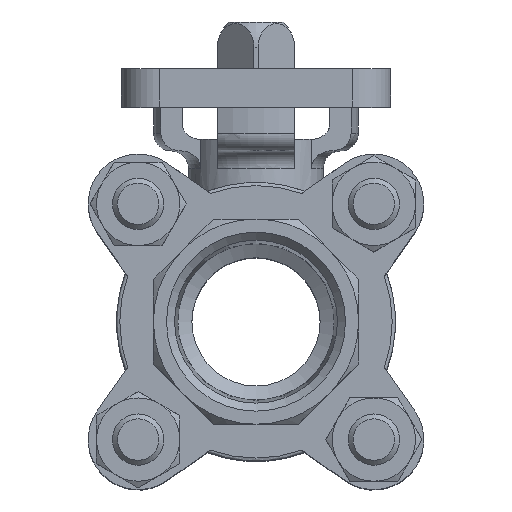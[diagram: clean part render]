
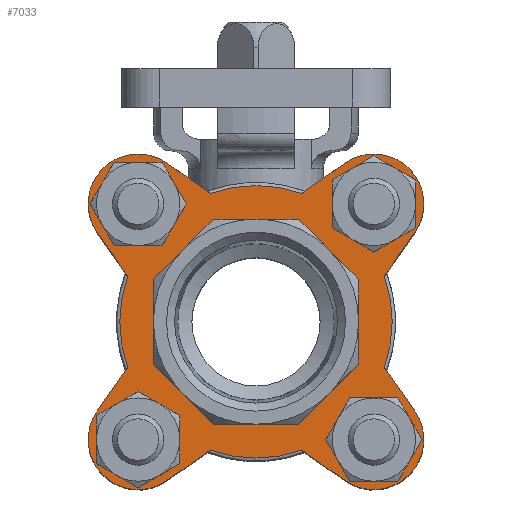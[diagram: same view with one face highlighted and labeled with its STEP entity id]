
A CAD part, top view. The second image highlights one B-rep face of the part: STEP entity #7033.
In plain terms, the highlighted planar face has unit normal (0, 0, 1).
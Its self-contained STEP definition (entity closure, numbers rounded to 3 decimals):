
#103=LINE('',#11000,#484);
#104=LINE('',#11004,#485);
#105=LINE('',#11008,#486);
#106=LINE('',#11012,#487);
#107=LINE('',#11016,#488);
#108=LINE('',#11020,#489);
#109=LINE('',#11024,#490);
#110=LINE('',#11028,#491);
#111=LINE('',#11031,#492);
#112=LINE('',#11034,#493);
#113=LINE('',#11036,#494);
#114=LINE('',#11038,#495);
#115=LINE('',#11040,#496);
#116=LINE('',#11042,#497);
#117=LINE('',#11044,#498);
#118=LINE('',#11046,#499);
#484=VECTOR('',#8574,1000.);
#485=VECTOR('',#8577,1000.);
#486=VECTOR('',#8580,1000.);
#487=VECTOR('',#8583,1000.);
#488=VECTOR('',#8586,1000.);
#489=VECTOR('',#8589,1000.);
#490=VECTOR('',#8592,1000.);
#491=VECTOR('',#8595,1000.);
#492=VECTOR('',#8598,1000.);
#493=VECTOR('',#8599,1000.);
#494=VECTOR('',#8600,1000.);
#495=VECTOR('',#8601,1000.);
#496=VECTOR('',#8602,1000.);
#497=VECTOR('',#8603,1000.);
#498=VECTOR('',#8604,1000.);
#499=VECTOR('',#8605,1000.);
#922=PLANE('',#7574);
#1183=CIRCLE('',#7575,21.25);
#1184=CIRCLE('',#7576,7.8);
#1185=CIRCLE('',#7577,21.25);
#1186=CIRCLE('',#7578,7.8);
#1187=CIRCLE('',#7579,21.25);
#1188=CIRCLE('',#7580,7.8);
#1189=CIRCLE('',#7581,21.25);
#1190=CIRCLE('',#7582,7.8);
#1191=CIRCLE('',#7583,6.25);
#1192=CIRCLE('',#7584,6.25);
#1193=CIRCLE('',#7585,6.25);
#1194=CIRCLE('',#7586,6.25);
#1735=ORIENTED_EDGE('',*,*,#3857,.F.);
#1736=ORIENTED_EDGE('',*,*,#3858,.T.);
#1737=ORIENTED_EDGE('',*,*,#3859,.T.);
#1738=ORIENTED_EDGE('',*,*,#3860,.T.);
#1739=ORIENTED_EDGE('',*,*,#3861,.F.);
#1740=ORIENTED_EDGE('',*,*,#3862,.T.);
#1741=ORIENTED_EDGE('',*,*,#3863,.T.);
#1742=ORIENTED_EDGE('',*,*,#3864,.T.);
#1743=ORIENTED_EDGE('',*,*,#3865,.F.);
#1744=ORIENTED_EDGE('',*,*,#3866,.T.);
#1745=ORIENTED_EDGE('',*,*,#3867,.T.);
#1746=ORIENTED_EDGE('',*,*,#3868,.T.);
#1747=ORIENTED_EDGE('',*,*,#3869,.F.);
#1748=ORIENTED_EDGE('',*,*,#3870,.T.);
#1749=ORIENTED_EDGE('',*,*,#3871,.T.);
#1750=ORIENTED_EDGE('',*,*,#3872,.T.);
#1751=ORIENTED_EDGE('',*,*,#3873,.F.);
#1752=ORIENTED_EDGE('',*,*,#3874,.F.);
#1753=ORIENTED_EDGE('',*,*,#3875,.F.);
#1754=ORIENTED_EDGE('',*,*,#3876,.F.);
#1755=ORIENTED_EDGE('',*,*,#3877,.F.);
#1756=ORIENTED_EDGE('',*,*,#3878,.F.);
#1757=ORIENTED_EDGE('',*,*,#3879,.F.);
#1758=ORIENTED_EDGE('',*,*,#3880,.F.);
#1759=ORIENTED_EDGE('',*,*,#3881,.F.);
#1760=ORIENTED_EDGE('',*,*,#3882,.F.);
#1761=ORIENTED_EDGE('',*,*,#3883,.F.);
#1762=ORIENTED_EDGE('',*,*,#3884,.F.);
#3857=EDGE_CURVE('',#4894,#4895,#1183,.T.);
#3858=EDGE_CURVE('',#4894,#4896,#103,.T.);
#3859=EDGE_CURVE('',#4896,#4897,#1184,.T.);
#3860=EDGE_CURVE('',#4897,#4898,#104,.T.);
#3861=EDGE_CURVE('',#4899,#4898,#1185,.T.);
#3862=EDGE_CURVE('',#4899,#4900,#105,.T.);
#3863=EDGE_CURVE('',#4900,#4901,#1186,.T.);
#3864=EDGE_CURVE('',#4901,#4902,#106,.T.);
#3865=EDGE_CURVE('',#4903,#4902,#1187,.T.);
#3866=EDGE_CURVE('',#4903,#4904,#107,.T.);
#3867=EDGE_CURVE('',#4904,#4905,#1188,.T.);
#3868=EDGE_CURVE('',#4905,#4906,#108,.T.);
#3869=EDGE_CURVE('',#4907,#4906,#1189,.T.);
#3870=EDGE_CURVE('',#4907,#4908,#109,.T.);
#3871=EDGE_CURVE('',#4908,#4909,#1190,.T.);
#3872=EDGE_CURVE('',#4909,#4895,#110,.T.);
#3873=EDGE_CURVE('',#4910,#4910,#1191,.F.);
#3874=EDGE_CURVE('',#4911,#4912,#111,.T.);
#3875=EDGE_CURVE('',#4913,#4911,#112,.T.);
#3876=EDGE_CURVE('',#4914,#4913,#113,.T.);
#3877=EDGE_CURVE('',#4915,#4914,#114,.T.);
#3878=EDGE_CURVE('',#4916,#4915,#115,.T.);
#3879=EDGE_CURVE('',#4917,#4916,#116,.T.);
#3880=EDGE_CURVE('',#4918,#4917,#117,.T.);
#3881=EDGE_CURVE('',#4912,#4918,#118,.T.);
#3882=EDGE_CURVE('',#4919,#4919,#1192,.F.);
#3883=EDGE_CURVE('',#4920,#4920,#1193,.F.);
#3884=EDGE_CURVE('',#4921,#4921,#1194,.F.);
#4894=VERTEX_POINT('',#10998);
#4895=VERTEX_POINT('',#10999);
#4896=VERTEX_POINT('',#11001);
#4897=VERTEX_POINT('',#11003);
#4898=VERTEX_POINT('',#11005);
#4899=VERTEX_POINT('',#11007);
#4900=VERTEX_POINT('',#11009);
#4901=VERTEX_POINT('',#11011);
#4902=VERTEX_POINT('',#11013);
#4903=VERTEX_POINT('',#11015);
#4904=VERTEX_POINT('',#11017);
#4905=VERTEX_POINT('',#11019);
#4906=VERTEX_POINT('',#11021);
#4907=VERTEX_POINT('',#11023);
#4908=VERTEX_POINT('',#11025);
#4909=VERTEX_POINT('',#11027);
#4910=VERTEX_POINT('',#11030);
#4911=VERTEX_POINT('',#11032);
#4912=VERTEX_POINT('',#11033);
#4913=VERTEX_POINT('',#11035);
#4914=VERTEX_POINT('',#11037);
#4915=VERTEX_POINT('',#11039);
#4916=VERTEX_POINT('',#11041);
#4917=VERTEX_POINT('',#11043);
#4918=VERTEX_POINT('',#11045);
#4919=VERTEX_POINT('',#11048);
#4920=VERTEX_POINT('',#11050);
#4921=VERTEX_POINT('',#11052);
#5840=EDGE_LOOP('',(#1735,#1736,#1737,#1738,#1739,#1740,#1741,#1742,#1743,
#1744,#1745,#1746,#1747,#1748,#1749,#1750));
#5841=EDGE_LOOP('',(#1751));
#5842=EDGE_LOOP('',(#1752,#1753,#1754,#1755,#1756,#1757,#1758,#1759));
#5843=EDGE_LOOP('',(#1760));
#5844=EDGE_LOOP('',(#1761));
#5845=EDGE_LOOP('',(#1762));
#6381=FACE_BOUND('',#5840,.T.);
#6382=FACE_BOUND('',#5841,.T.);
#6383=FACE_BOUND('',#5842,.T.);
#6384=FACE_BOUND('',#5843,.T.);
#6385=FACE_BOUND('',#5844,.T.);
#6386=FACE_BOUND('',#5845,.T.);
#7033=ADVANCED_FACE('',(#6381,#6382,#6383,#6384,#6385,#6386),#922,.F.);
#7574=AXIS2_PLACEMENT_3D('',#10996,#8570,#8571);
#7575=AXIS2_PLACEMENT_3D('',#10997,#8572,#8573);
#7576=AXIS2_PLACEMENT_3D('',#11002,#8575,#8576);
#7577=AXIS2_PLACEMENT_3D('',#11006,#8578,#8579);
#7578=AXIS2_PLACEMENT_3D('',#11010,#8581,#8582);
#7579=AXIS2_PLACEMENT_3D('',#11014,#8584,#8585);
#7580=AXIS2_PLACEMENT_3D('',#11018,#8587,#8588);
#7581=AXIS2_PLACEMENT_3D('',#11022,#8590,#8591);
#7582=AXIS2_PLACEMENT_3D('',#11026,#8593,#8594);
#7583=AXIS2_PLACEMENT_3D('',#11029,#8596,#8597);
#7584=AXIS2_PLACEMENT_3D('',#11047,#8606,#8607);
#7585=AXIS2_PLACEMENT_3D('',#11049,#8608,#8609);
#7586=AXIS2_PLACEMENT_3D('',#11051,#8610,#8611);
#8570=DIRECTION('',(0.,0.,-1.));
#8571=DIRECTION('',(-1.,0.,0.));
#8572=DIRECTION('',(0.,0.,-1.));
#8573=DIRECTION('',(-1.,0.,0.));
#8574=DIRECTION('',(-0.819,0.574,0.));
#8575=DIRECTION('',(0.,0.,1.));
#8576=DIRECTION('',(1.,0.,0.));
#8577=DIRECTION('',(0.574,-0.819,0.));
#8578=DIRECTION('',(0.,0.,-1.));
#8579=DIRECTION('',(-1.,0.,0.));
#8580=DIRECTION('',(-0.574,-0.819,0.));
#8581=DIRECTION('',(0.,0.,1.));
#8582=DIRECTION('',(1.,0.,0.));
#8583=DIRECTION('',(0.819,0.574,0.));
#8584=DIRECTION('',(0.,0.,-1.));
#8585=DIRECTION('',(-1.,0.,0.));
#8586=DIRECTION('',(0.819,-0.574,0.));
#8587=DIRECTION('',(0.,0.,1.));
#8588=DIRECTION('',(1.,0.,0.));
#8589=DIRECTION('',(-0.574,0.819,0.));
#8590=DIRECTION('',(0.,0.,-1.));
#8591=DIRECTION('',(-1.,0.,0.));
#8592=DIRECTION('',(0.574,0.819,0.));
#8593=DIRECTION('',(0.,0.,1.));
#8594=DIRECTION('',(1.,0.,0.));
#8595=DIRECTION('',(-0.819,-0.574,0.));
#8596=DIRECTION('',(0.,0.,-1.));
#8597=DIRECTION('',(-1.,0.,0.));
#8598=DIRECTION('',(0.,-1.,0.));
#8599=DIRECTION('',(-0.707,-0.707,0.));
#8600=DIRECTION('',(-1.,0.,0.));
#8601=DIRECTION('',(-0.707,0.707,0.));
#8602=DIRECTION('',(0.,1.,0.));
#8603=DIRECTION('',(0.707,0.707,0.));
#8604=DIRECTION('',(1.,0.,0.));
#8605=DIRECTION('',(0.707,-0.707,0.));
#8606=DIRECTION('',(0.,0.,-1.));
#8607=DIRECTION('',(-1.,0.,0.));
#8608=DIRECTION('',(0.,0.,-1.));
#8609=DIRECTION('',(-1.,0.,0.));
#8610=DIRECTION('',(0.,0.,-1.));
#8611=DIRECTION('',(-1.,0.,0.));
#10996=CARTESIAN_POINT('',(0.,0.,22.85));
#10997=CARTESIAN_POINT('',(0.,0.,22.85));
#10998=CARTESIAN_POINT('',(-7.122,20.021,22.85));
#10999=CARTESIAN_POINT('',(7.122,20.021,22.85));
#11000=CARTESIAN_POINT('',(0.,15.034,22.85));
#11001=CARTESIAN_POINT('',(-13.911,24.774,22.85));
#11002=CARTESIAN_POINT('',(-18.385,18.385,22.85));
#11003=CARTESIAN_POINT('',(-24.774,13.911,22.85));
#11004=CARTESIAN_POINT('',(-24.774,13.911,22.85));
#11005=CARTESIAN_POINT('',(-20.021,7.122,22.85));
#11006=CARTESIAN_POINT('',(0.,0.,22.85));
#11007=CARTESIAN_POINT('',(-20.021,-7.122,22.85));
#11008=CARTESIAN_POINT('',(-15.034,0.,22.85));
#11009=CARTESIAN_POINT('',(-24.774,-13.911,22.85));
#11010=CARTESIAN_POINT('',(-18.385,-18.385,22.85));
#11011=CARTESIAN_POINT('',(-13.911,-24.774,22.85));
#11012=CARTESIAN_POINT('',(-13.911,-24.774,22.85));
#11013=CARTESIAN_POINT('',(-7.122,-20.021,22.85));
#11014=CARTESIAN_POINT('',(0.,0.,22.85));
#11015=CARTESIAN_POINT('',(7.122,-20.021,22.85));
#11016=CARTESIAN_POINT('',(0.,-15.034,22.85));
#11017=CARTESIAN_POINT('',(13.911,-24.774,22.85));
#11018=CARTESIAN_POINT('',(18.385,-18.385,22.85));
#11019=CARTESIAN_POINT('',(24.774,-13.911,22.85));
#11020=CARTESIAN_POINT('',(24.774,-13.911,22.85));
#11021=CARTESIAN_POINT('',(20.021,-7.122,22.85));
#11022=CARTESIAN_POINT('',(0.,0.,22.85));
#11023=CARTESIAN_POINT('',(20.021,7.122,22.85));
#11024=CARTESIAN_POINT('',(15.034,0.,22.85));
#11025=CARTESIAN_POINT('',(24.774,13.911,22.85));
#11026=CARTESIAN_POINT('',(18.385,18.385,22.85));
#11027=CARTESIAN_POINT('',(13.911,24.774,22.85));
#11028=CARTESIAN_POINT('',(13.911,24.774,22.85));
#11029=CARTESIAN_POINT('',(-18.385,18.385,22.85));
#11030=CARTESIAN_POINT('',(-24.635,18.385,22.85));
#11031=CARTESIAN_POINT('',(-16.,0.,22.85));
#11032=CARTESIAN_POINT('',(-16.,6.627,22.85));
#11033=CARTESIAN_POINT('',(-16.,-6.627,22.85));
#11034=CARTESIAN_POINT('',(-11.314,11.314,22.85));
#11035=CARTESIAN_POINT('',(-6.627,16.,22.85));
#11036=CARTESIAN_POINT('',(0.,16.,22.85));
#11037=CARTESIAN_POINT('',(6.627,16.,22.85));
#11038=CARTESIAN_POINT('',(11.314,11.314,22.85));
#11039=CARTESIAN_POINT('',(16.,6.627,22.85));
#11040=CARTESIAN_POINT('',(16.,0.,22.85));
#11041=CARTESIAN_POINT('',(16.,-6.627,22.85));
#11042=CARTESIAN_POINT('',(11.314,-11.314,22.85));
#11043=CARTESIAN_POINT('',(6.627,-16.,22.85));
#11044=CARTESIAN_POINT('',(0.,-16.,22.85));
#11045=CARTESIAN_POINT('',(-6.627,-16.,22.85));
#11046=CARTESIAN_POINT('',(-11.314,-11.314,22.85));
#11047=CARTESIAN_POINT('',(-18.385,-18.385,22.85));
#11048=CARTESIAN_POINT('',(-24.635,-18.385,22.85));
#11049=CARTESIAN_POINT('',(18.385,-18.385,22.85));
#11050=CARTESIAN_POINT('',(12.135,-18.385,22.85));
#11051=CARTESIAN_POINT('',(18.385,18.385,22.85));
#11052=CARTESIAN_POINT('',(12.135,18.385,22.85));
